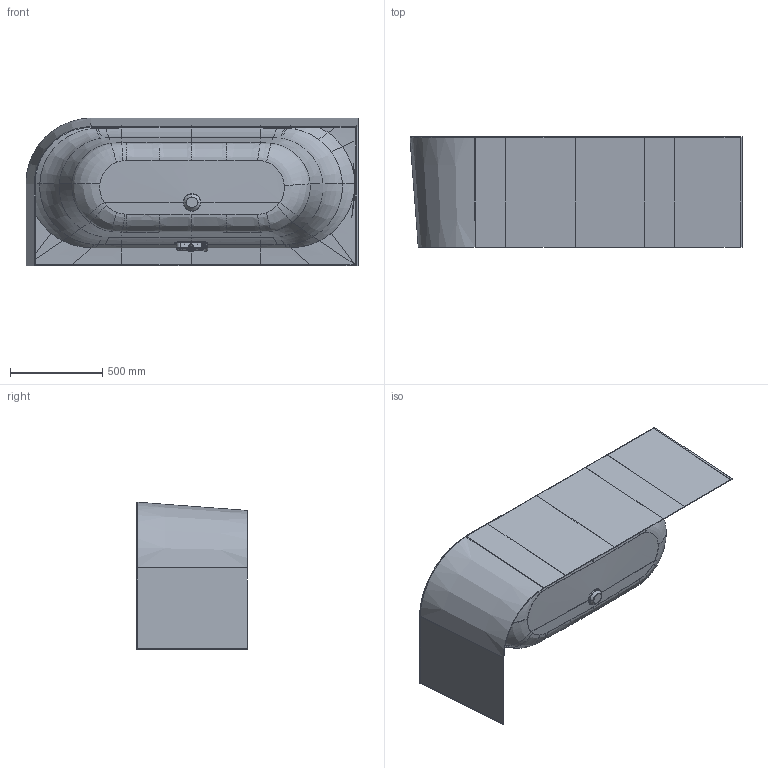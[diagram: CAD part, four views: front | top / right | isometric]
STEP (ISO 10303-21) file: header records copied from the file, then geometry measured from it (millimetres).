
FILE_DESCRIPTION((''),'2;1');
FILE_NAME('LENF_BTW-VOOR_STPS_ASM','2021-09-21T16:34:56',('hegemanc'),('Villeroy & Boch Wellness bv'),'CREO PARAMETRIC BY PTC INC, 2020454','CREO PARAMETRIC BY PTC INC, 2020454','');
FILE_SCHEMA(('CONFIG_CONTROL_DESIGN'));
Products named in the file (7): LOOP-FR_BTW-CORNER-O-R_26082021; V4P2001-020; V4P2001-030; V4P2001-070; V4P2001-100_ASM; AFVOERDOP_LOOP; LENF_BTW-VOOR_STPS_ASM
Assembly tree (6 placements, depth 3):
  LENF_BTW-VOOR_STPS_ASM
    LOOP-FR_BTW-CORNER-O-R_26082021
    V4P2001-100_ASM
      V4P2001-020
      V4P2001-030
      V4P2001-070
    AFVOERDOP_LOOP
Bounding box: 1799.99 x 600 x 799.99 mm (x, y, z)
Volume: 15284155.3 mm3; surface area: 7731094 mm2
Topology: 5 solids, 16 shells, 1315 faces, 3176 edges, 1887 vertices
Faces by surface type: cylinder 442, bspline 333, plane 273, torus 158, cone 71, sphere 34, extrusion 4
Entity records: 80134 total; most frequent: CARTESIAN_POINT 51721, ORIENTED_EDGE 6321, DIRECTION 5258, EDGE_CURVE 3170, AXIS2_PLACEMENT_3D 2056, VERTEX_POINT 1887, EDGE_LOOP 1369, FACE_OUTER_BOUND 1315
